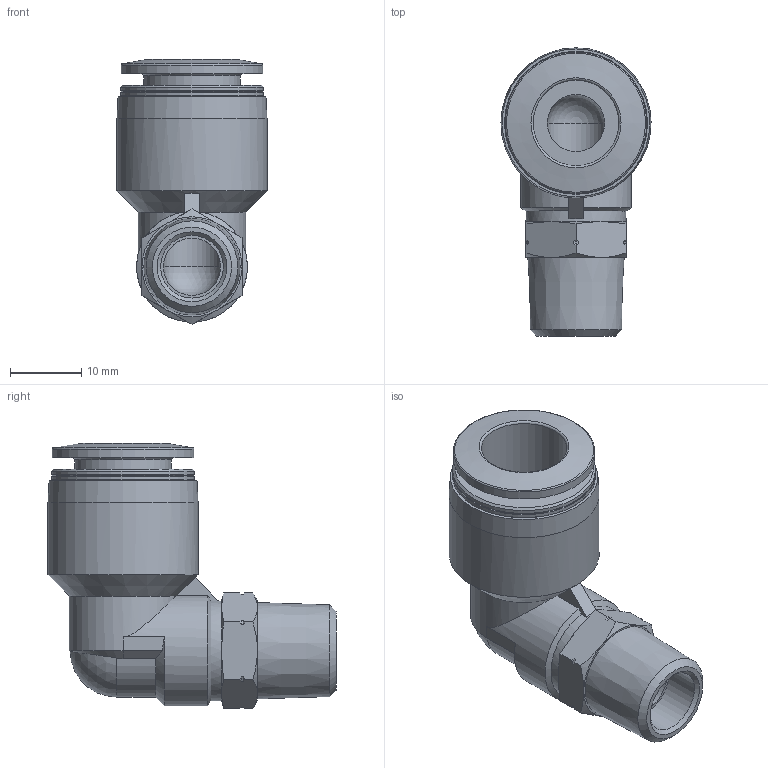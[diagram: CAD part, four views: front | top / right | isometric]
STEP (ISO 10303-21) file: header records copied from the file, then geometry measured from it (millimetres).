
FILE_DESCRIPTION(/* description */ ('STEP AP214'),/* implementation_level */ '2;1');
FILE_NAME(/* name */ '130734_QSL-1_4-12-20',/* time_stamp */ '2024-09-14T08:30:46+02:00',/* author */ ('License CC BY-ND 4.0'),/* organization */ ('CADENAS'),/* preprocessor_version */ 'ST-DEVELOPER v19.3',/* originating_system */ 'PARTsolutions',/* authorisation */ ' ');
FILE_SCHEMA (('AUTOMOTIVE_DESIGN {1 0 10303 214 3 1 1}'));
Length unit declared in the file: millimetre
Products named in the file (1): 130734 QSL-1/4-12-20
Bounding box: 21 x 40.3 x 37.08 mm (x, y, z)
Volume: 7977.1 mm3; surface area: 5483.2 mm2
Topology: 1 solids, 1 shells, 81 faces, 193 edges, 118 vertices
Faces by surface type: cone 37, plane 20, cylinder 19, torus 3, sphere 2
Full cylindrical faces by diameter (mm): 8 x2, 8.771 x1, 12 x1, 13.5 x1, 14 x1, 19.8 x1, 20 x2, 21 x1
Entity records: 2839 total; most frequent: CARTESIAN_POINT 568, ORIENTED_EDGE 332, DIRECTION 328, EDGE_CURVE 166, AXIS2_PLACEMENT_3D 144, VERTEX_POINT 115, EDGE_LOOP 111, FACE_BOUND 111
